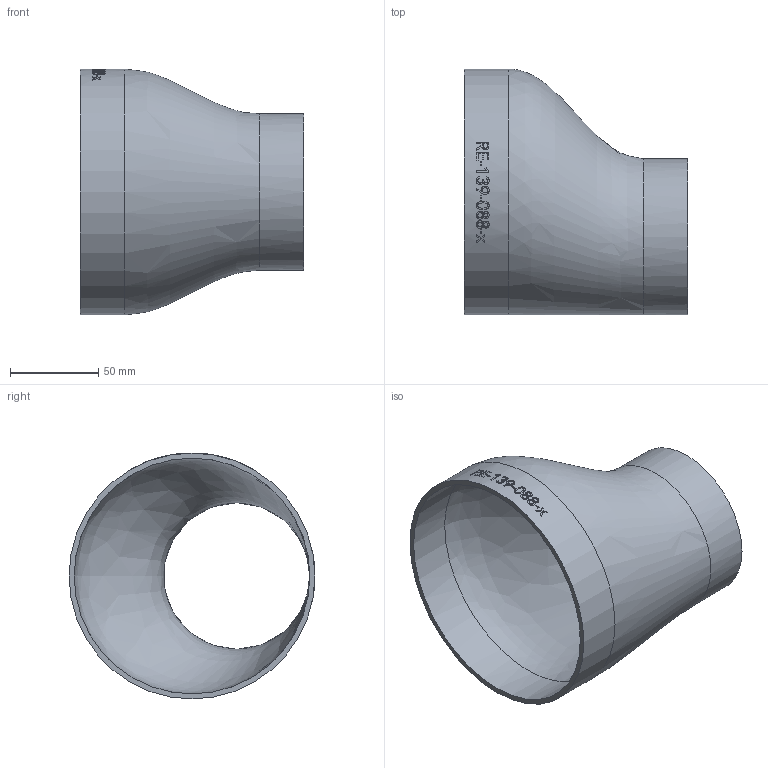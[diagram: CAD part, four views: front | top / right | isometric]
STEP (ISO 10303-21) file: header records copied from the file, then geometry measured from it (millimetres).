
FILE_DESCRIPTION (( 'STEP AP214' ), '1' );
FILE_NAME ('RE-139-088-x Reduzierung Exzenter 139,7x88,9x2,9x2,6 BL127 2101.STEP', '2021-01-02T13:03:11', ( '' ), ( '' ), 'SwSTEP 2.0', 'SolidWorks 2019', '' );
FILE_SCHEMA (( 'AUTOMOTIVE_DESIGN' ));
Length unit declared in the file: millimetre
Products named in the file (1): RE-139-088-x Reduzierung Exzenter 139,7x88,9x2,9x2,6 BL127 2101
Bounding box: 127 x 139.7 x 139.7 mm (x, y, z)
Volume: 136658.5 mm3; surface area: 95663.5 mm2
Topology: 1 solids, 1 shells, 158 faces, 414 edges, 276 vertices
Faces by surface type: bspline 85, plane 50, cylinder 22, cone 1
Full cylindrical faces by diameter (mm): 88.9 x1, 133.9 x1, 139.7 x1
Entity records: 28681 total; most frequent: CARTESIAN_POINT 23965, ORIENTED_EDGE 802, EDGE_CURVE 401, DIRECTION 337, VERTEX_POINT 270, B_SPLINE_CURVE_WITH_KNOTS 267, EDGE_LOOP 185, FACE_OUTER_BOUND 163
